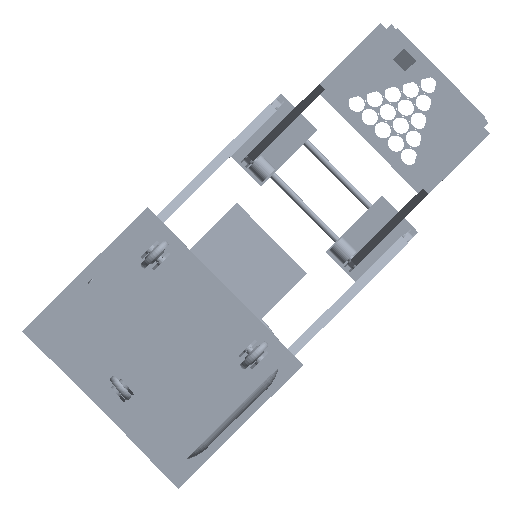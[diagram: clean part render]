
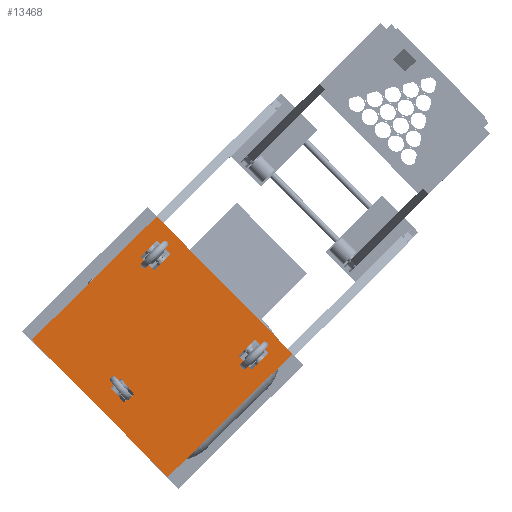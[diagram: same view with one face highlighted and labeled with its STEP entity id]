
A CAD part, front view. The second image highlights one B-rep face of the part: STEP entity #13468.
In plain terms, the highlighted planar face has unit normal (0, -1, 0).
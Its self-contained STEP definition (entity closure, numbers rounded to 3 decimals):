
#197 = EDGE_LOOP ( 'NONE', ( #8655, #16921, #50144, #10585 ) ) ;
#503 = ORIENTED_EDGE ( 'NONE', *, *, #24083, .T. ) ;
#611 = EDGE_CURVE ( 'NONE', #49758, #45786, #7634, .T. ) ;
#745 = DIRECTION ( 'NONE',  ( -1., 0., 0. ) ) ;
#981 = VECTOR ( 'NONE', #3431, 1000. ) ;
#2152 = FACE_OUTER_BOUND ( 'NONE', #45176, .T. ) ;
#2306 = CARTESIAN_POINT ( 'NONE',  ( -38., -15., -105.057 ) ) ;
#2415 = CARTESIAN_POINT ( 'NONE',  ( 220., -15., -445.057 ) ) ;
#2455 = LINE ( 'NONE', #35593, #23890 ) ;
#2591 = CARTESIAN_POINT ( 'NONE',  ( 438., -15., -35.057 ) ) ;
#2733 = VERTEX_POINT ( 'NONE', #42334 ) ;
#3254 = EDGE_CURVE ( 'NONE', #24399, #54434, #33089, .T. ) ;
#3431 = DIRECTION ( 'NONE',  ( 1., 0., 0. ) ) ;
#3729 = DIRECTION ( 'NONE',  ( 1., 0., 0. ) ) ;
#3877 = DIRECTION ( 'NONE',  ( 0., 0., 1. ) ) ;
#4626 = ORIENTED_EDGE ( 'NONE', *, *, #31514, .F. ) ;
#4682 = EDGE_LOOP ( 'NONE', ( #24062, #52369, #34170, #33071 ) ) ;
#6033 = LINE ( 'NONE', #36083, #11246 ) ;
#6052 = LINE ( 'NONE', #2415, #41800 ) ;
#6978 = LINE ( 'NONE', #37010, #34252 ) ;
#7618 = CARTESIAN_POINT ( 'NONE',  ( 438., -15., -105.057 ) ) ;
#7634 = LINE ( 'NONE', #24579, #11554 ) ;
#7932 = EDGE_CURVE ( 'NONE', #24098, #10842, #21378, .T. ) ;
#8066 = VECTOR ( 'NONE', #10769, 1000. ) ;
#8655 = ORIENTED_EDGE ( 'NONE', *, *, #44641, .F. ) ;
#10514 = FACE_BOUND ( 'NONE', #54512, .T. ) ;
#10585 = ORIENTED_EDGE ( 'NONE', *, *, #40249, .F. ) ;
#10769 = DIRECTION ( 'NONE',  ( 0., 0., -1. ) ) ;
#10821 = DIRECTION ( 'NONE',  ( -1., 0., 0. ) ) ;
#10842 = VERTEX_POINT ( 'NONE', #45385 ) ;
#11087 = VECTOR ( 'NONE', #3877, 1000. ) ;
#11246 = VECTOR ( 'NONE', #53044, 1000. ) ;
#11303 = VERTEX_POINT ( 'NONE', #35891 ) ;
#11317 = CARTESIAN_POINT ( 'NONE',  ( 0., -15., 0. ) ) ;
#11554 = VECTOR ( 'NONE', #3729, 1000. ) ;
#13468 = ADVANCED_FACE ( 'NONE', ( #2152, #10514, #15227, #44992 ), #53603, .F. ) ;
#14386 = EDGE_CURVE ( 'NONE', #2733, #28669, #24837, .T. ) ;
#15227 = FACE_BOUND ( 'NONE', #197, .T. ) ;
#15928 = LINE ( 'NONE', #33449, #22267 ) ;
#16057 = VECTOR ( 'NONE', #21946, 1000. ) ;
#16212 = DIRECTION ( 'NONE',  ( 0., 0., 1. ) ) ;
#16395 = LINE ( 'NONE', #29429, #11087 ) ;
#16921 = ORIENTED_EDGE ( 'NONE', *, *, #20320, .F. ) ;
#19424 = EDGE_CURVE ( 'NONE', #45786, #2733, #6052, .T. ) ;
#19554 = CARTESIAN_POINT ( 'NONE',  ( 490., -15., 15. ) ) ;
#20320 = EDGE_CURVE ( 'NONE', #10842, #11303, #53798, .T. ) ;
#20675 = CARTESIAN_POINT ( 'NONE',  ( 180., -15., -405.057 ) ) ;
#21378 = LINE ( 'NONE', #46180, #27026 ) ;
#21856 = DIRECTION ( 'NONE',  ( -1., 0., 0. ) ) ;
#21946 = DIRECTION ( 'NONE',  ( 1., 0., 0. ) ) ;
#22267 = VECTOR ( 'NONE', #50160, 1000. ) ;
#22527 = VERTEX_POINT ( 'NONE', #52731 ) ;
#23554 = ORIENTED_EDGE ( 'NONE', *, *, #39465, .T. ) ;
#23890 = VECTOR ( 'NONE', #10821, 1000. ) ;
#24062 = ORIENTED_EDGE ( 'NONE', *, *, #19424, .F. ) ;
#24083 = EDGE_CURVE ( 'NONE', #54182, #54307, #29360, .T. ) ;
#24098 = VERTEX_POINT ( 'NONE', #38570 ) ;
#24399 = VERTEX_POINT ( 'NONE', #27933 ) ;
#24579 = CARTESIAN_POINT ( 'NONE',  ( 180., -15., -445.057 ) ) ;
#24837 = LINE ( 'NONE', #20675, #52228 ) ;
#24915 = VECTOR ( 'NONE', #33635, 1000. ) ;
#26451 = VERTEX_POINT ( 'NONE', #34136 ) ;
#26802 = ORIENTED_EDGE ( 'NONE', *, *, #28157, .F. ) ;
#27026 = VECTOR ( 'NONE', #41723, 1000. ) ;
#27933 = CARTESIAN_POINT ( 'NONE',  ( 490., -15., -512.257 ) ) ;
#28157 = EDGE_CURVE ( 'NONE', #26451, #51971, #6033, .T. ) ;
#28669 = VERTEX_POINT ( 'NONE', #40725 ) ;
#29360 = LINE ( 'NONE', #47201, #36868 ) ;
#29429 = CARTESIAN_POINT ( 'NONE',  ( 438., -15., -35.057 ) ) ;
#29933 = LINE ( 'NONE', #38874, #48996 ) ;
#30556 = ORIENTED_EDGE ( 'NONE', *, *, #33069, .F. ) ;
#31514 = EDGE_CURVE ( 'NONE', #51971, #22527, #2455, .T. ) ;
#31882 = CARTESIAN_POINT ( 'NONE',  ( -38., -15., -35.057 ) ) ;
#32277 = DIRECTION ( 'NONE',  ( 0., 0., -1. ) ) ;
#32342 = LINE ( 'NONE', #19554, #50715 ) ;
#33069 = EDGE_CURVE ( 'NONE', #51317, #26451, #43117, .T. ) ;
#33071 = ORIENTED_EDGE ( 'NONE', *, *, #14386, .F. ) ;
#33089 = LINE ( 'NONE', #45632, #24915 ) ;
#33449 = CARTESIAN_POINT ( 'NONE',  ( -90., -15., -485.057 ) ) ;
#33635 = DIRECTION ( 'NONE',  ( -1., 0., 0. ) ) ;
#34127 = CARTESIAN_POINT ( 'NONE',  ( 20., -15., -35.057 ) ) ;
#34136 = CARTESIAN_POINT ( 'NONE',  ( 20., -15., -105.057 ) ) ;
#34170 = ORIENTED_EDGE ( 'NONE', *, *, #53463, .F. ) ;
#34252 = VECTOR ( 'NONE', #32277, 1000. ) ;
#34420 = VERTEX_POINT ( 'NONE', #2591 ) ;
#34467 = ORIENTED_EDGE ( 'NONE', *, *, #39302, .T. ) ;
#35367 = EDGE_CURVE ( 'NONE', #22527, #51317, #52506, .T. ) ;
#35593 = CARTESIAN_POINT ( 'NONE',  ( 20., -15., -35.057 ) ) ;
#35838 = DIRECTION ( 'NONE',  ( 0., 0., 1. ) ) ;
#35891 = CARTESIAN_POINT ( 'NONE',  ( 438., -15., -105.057 ) ) ;
#36083 = CARTESIAN_POINT ( 'NONE',  ( 20., -15., -105.057 ) ) ;
#36355 = DIRECTION ( 'NONE',  ( 0., 0., 1. ) ) ;
#36868 = VECTOR ( 'NONE', #21856, 1000. ) ;
#37010 = CARTESIAN_POINT ( 'NONE',  ( 180., -15., -445.057 ) ) ;
#37475 = ORIENTED_EDGE ( 'NONE', *, *, #35367, .F. ) ;
#37652 = DIRECTION ( 'NONE',  ( -1., 0., 0. ) ) ;
#38568 = ORIENTED_EDGE ( 'NONE', *, *, #3254, .F. ) ;
#38570 = CARTESIAN_POINT ( 'NONE',  ( 380., -15., -35.057 ) ) ;
#38874 = CARTESIAN_POINT ( 'NONE',  ( 380., -15., -35.057 ) ) ;
#39302 = EDGE_CURVE ( 'NONE', #54307, #54434, #15928, .T. ) ;
#39465 = EDGE_CURVE ( 'NONE', #24399, #54182, #32342, .T. ) ;
#40249 = EDGE_CURVE ( 'NONE', #34420, #24098, #29933, .T. ) ;
#40547 = DIRECTION ( 'NONE',  ( 0., 1., 0. ) ) ;
#40725 = CARTESIAN_POINT ( 'NONE',  ( 180., -15., -405.057 ) ) ;
#41723 = DIRECTION ( 'NONE',  ( 0., 0., -1. ) ) ;
#41800 = VECTOR ( 'NONE', #36355, 1000. ) ;
#42334 = CARTESIAN_POINT ( 'NONE',  ( 220., -15., -405.057 ) ) ;
#43117 = LINE ( 'NONE', #43957, #16057 ) ;
#43957 = CARTESIAN_POINT ( 'NONE',  ( -38., -15., -105.057 ) ) ;
#44641 = EDGE_CURVE ( 'NONE', #11303, #34420, #16395, .T. ) ;
#44873 = CARTESIAN_POINT ( 'NONE',  ( 180., -15., -445.057 ) ) ;
#44992 = FACE_BOUND ( 'NONE', #4682, .T. ) ;
#45176 = EDGE_LOOP ( 'NONE', ( #34467, #38568, #23554, #503 ) ) ;
#45385 = CARTESIAN_POINT ( 'NONE',  ( 380., -15., -105.057 ) ) ;
#45632 = CARTESIAN_POINT ( 'NONE',  ( 490., -15., -512.257 ) ) ;
#45717 = CARTESIAN_POINT ( 'NONE',  ( -90., -15., -512.257 ) ) ;
#45786 = VERTEX_POINT ( 'NONE', #47694 ) ;
#46180 = CARTESIAN_POINT ( 'NONE',  ( 380., -15., -105.057 ) ) ;
#47201 = CARTESIAN_POINT ( 'NONE',  ( -90., -15., 15. ) ) ;
#47694 = CARTESIAN_POINT ( 'NONE',  ( 220., -15., -445.057 ) ) ;
#48543 = CARTESIAN_POINT ( 'NONE',  ( 490., -15., 15. ) ) ;
#48996 = VECTOR ( 'NONE', #745, 1000. ) ;
#49758 = VERTEX_POINT ( 'NONE', #44873 ) ;
#50144 = ORIENTED_EDGE ( 'NONE', *, *, #7932, .F. ) ;
#50160 = DIRECTION ( 'NONE',  ( 0., 0., -1. ) ) ;
#50715 = VECTOR ( 'NONE', #16212, 1000. ) ;
#51317 = VERTEX_POINT ( 'NONE', #2306 ) ;
#51971 = VERTEX_POINT ( 'NONE', #34127 ) ;
#52228 = VECTOR ( 'NONE', #37652, 1000. ) ;
#52369 = ORIENTED_EDGE ( 'NONE', *, *, #611, .F. ) ;
#52506 = LINE ( 'NONE', #31882, #8066 ) ;
#52731 = CARTESIAN_POINT ( 'NONE',  ( -38., -15., -35.057 ) ) ;
#52972 = CARTESIAN_POINT ( 'NONE',  ( -90., -15., 15. ) ) ;
#53044 = DIRECTION ( 'NONE',  ( 0., 0., 1. ) ) ;
#53463 = EDGE_CURVE ( 'NONE', #28669, #49758, #6978, .T. ) ;
#53603 = PLANE ( 'NONE',  #53932 ) ;
#53798 = LINE ( 'NONE', #7618, #981 ) ;
#53932 = AXIS2_PLACEMENT_3D ( 'NONE', #11317, #40547, #35838 ) ;
#54182 = VERTEX_POINT ( 'NONE', #48543 ) ;
#54307 = VERTEX_POINT ( 'NONE', #52972 ) ;
#54434 = VERTEX_POINT ( 'NONE', #45717 ) ;
#54512 = EDGE_LOOP ( 'NONE', ( #4626, #26802, #30556, #37475 ) ) ;
